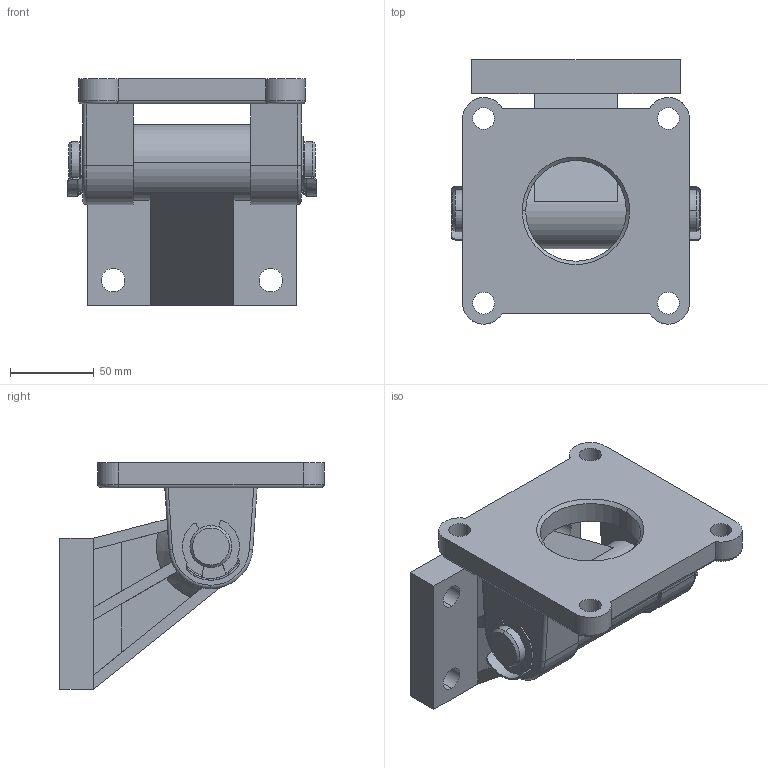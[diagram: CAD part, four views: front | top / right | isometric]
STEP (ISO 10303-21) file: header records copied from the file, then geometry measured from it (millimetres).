
FILE_DESCRIPTION (( 'STEP AP214' ), '1' );
FILE_NAME ('125 EYB.STEP', '2013-12-16T07:54:22', ( '' ), ( '' ), 'SwSTEP 2.0', 'SolidWorks 2010', '' );
FILE_SCHEMA (( 'AUTOMOTIVE_DESIGN' ));
Length unit declared in the file: millimetre
Products named in the file (5): 125  SWIVEL  FLANGE; 125  EB  P軲輄Varsay齦an; 125  KLÝPS; ÇAP 125  YER BAÐ. (CFM); 125  EYB
Assembly tree (5 placements, depth 2):
  125  EYB
    125  KLÝPS  x2
    125  EB  P軲輄Varsay齦an
    ÇAP 125  YER BAÐ. (CFM)
    125  SWIVEL  FLANGE
Bounding box: 148.5 x 157.47 x 135 mm (x, y, z)
Volume: 837915.5 mm3; surface area: 143724.3 mm2
Topology: 5 solids, 5 shells, 194 faces, 491 edges, 313 vertices
Faces by surface type: cylinder 91, plane 77, torus 15, cone 11
Entity records: 5231 total; most frequent: CARTESIAN_POINT 1128, DIRECTION 861, ORIENTED_EDGE 790, EDGE_CURVE 395, AXIS2_PLACEMENT_3D 332, VERTEX_POINT 251, VECTOR 197, LINE 197
